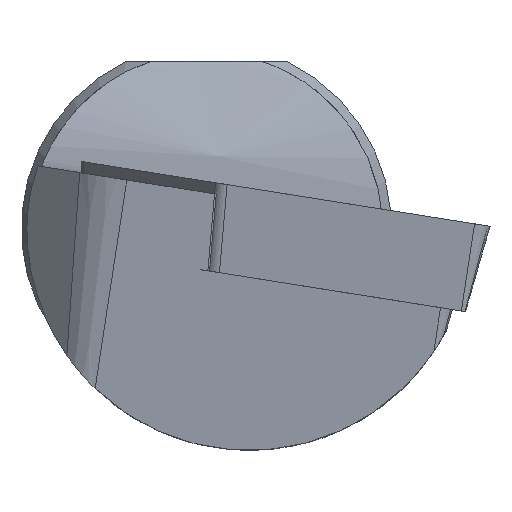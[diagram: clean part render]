
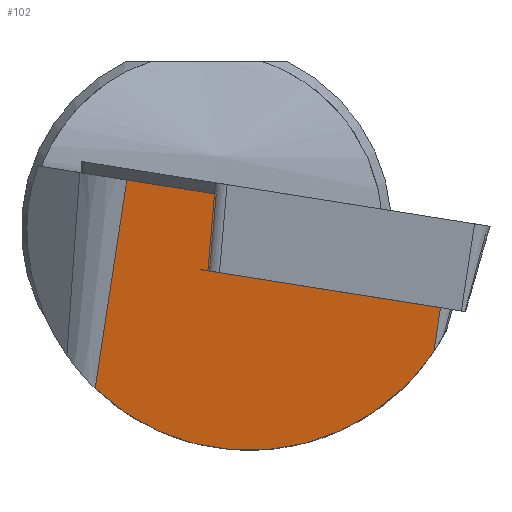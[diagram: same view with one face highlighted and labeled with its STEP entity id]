
A CAD part, left-side view. The second image highlights one B-rep face of the part: STEP entity #102.
In plain terms, the highlighted planar face has unit normal (-0.991, 0.07, -0.112).
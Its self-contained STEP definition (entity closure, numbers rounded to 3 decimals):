
#102=ADVANCED_FACE('',(#156),#134,.T.);
#134=PLANE('',#688);
#156=FACE_OUTER_BOUND('',#191,.T.);
#191=EDGE_LOOP('',(#291,#292,#293,#294,#295,#296));
#238=ELLIPSE('',#687,6.053,6.);
#291=ORIENTED_EDGE('',*,*,#509,.F.);
#292=ORIENTED_EDGE('',*,*,#510,.F.);
#293=ORIENTED_EDGE('',*,*,#511,.T.);
#294=ORIENTED_EDGE('',*,*,#512,.T.);
#295=ORIENTED_EDGE('',*,*,#513,.F.);
#296=ORIENTED_EDGE('',*,*,#514,.F.);
#441=VERTEX_POINT('',#949);
#442=VERTEX_POINT('',#950);
#443=VERTEX_POINT('',#952);
#444=VERTEX_POINT('',#954);
#445=VERTEX_POINT('',#956);
#446=VERTEX_POINT('',#958);
#509=EDGE_CURVE('',#441,#442,#592,.T.);
#510=EDGE_CURVE('',#443,#441,#593,.T.);
#511=EDGE_CURVE('',#443,#444,#594,.T.);
#512=EDGE_CURVE('',#444,#445,#238,.T.);
#513=EDGE_CURVE('',#446,#445,#595,.T.);
#514=EDGE_CURVE('',#442,#446,#596,.T.);
#592=LINE('',#948,#638);
#593=LINE('',#951,#639);
#594=LINE('',#953,#640);
#595=LINE('',#957,#641);
#596=LINE('',#959,#642);
#638=VECTOR('',#783,1.);
#639=VECTOR('',#784,1.);
#640=VECTOR('',#785,1.);
#641=VECTOR('',#788,1.);
#642=VECTOR('',#789,1.);
#687=AXIS2_PLACEMENT_3D('',#955,#786,#787);
#688=AXIS2_PLACEMENT_3D('',#960,#790,#791);
#783=DIRECTION('',(0.118,0.086,-0.989));
#784=DIRECTION('',(-0.052,-0.986,-0.156));
#785=DIRECTION('',(0.122,0.149,-0.981));
#786=DIRECTION('',(-0.991,0.07,-0.112));
#787=DIRECTION('',(0.132,0.523,-0.842));
#788=DIRECTION('',(0.122,0.149,-0.981));
#789=DIRECTION('',(-0.052,-0.986,-0.156));
#790=DIRECTION('',(-0.991,0.07,-0.112));
#791=DIRECTION('',(-0.113,0.,0.994));
#948=CARTESIAN_POINT('',(0.553,-0.254,0.815));
#949=CARTESIAN_POINT('',(0.54,-0.264,0.922));
#950=CARTESIAN_POINT('',(0.788,-0.082,-1.156));
#951=CARTESIAN_POINT('',(0.206,-6.634,-0.087));
#952=CARTESIAN_POINT('',(0.667,2.152,1.304));
#953=CARTESIAN_POINT('',(0.63,2.107,1.601));
#954=CARTESIAN_POINT('',(1.365,3.007,-4.327));
#955=CARTESIAN_POINT('',(0.582,-1.15,0.));
#956=CARTESIAN_POINT('',(0.608,-6.141,-3.33));
#957=CARTESIAN_POINT('',(0.169,-6.679,0.209));
#958=CARTESIAN_POINT('',(0.461,-6.321,-2.144));
#959=CARTESIAN_POINT('',(0.461,-6.321,-2.144));
#960=CARTESIAN_POINT('',(0.169,-6.679,0.209));
